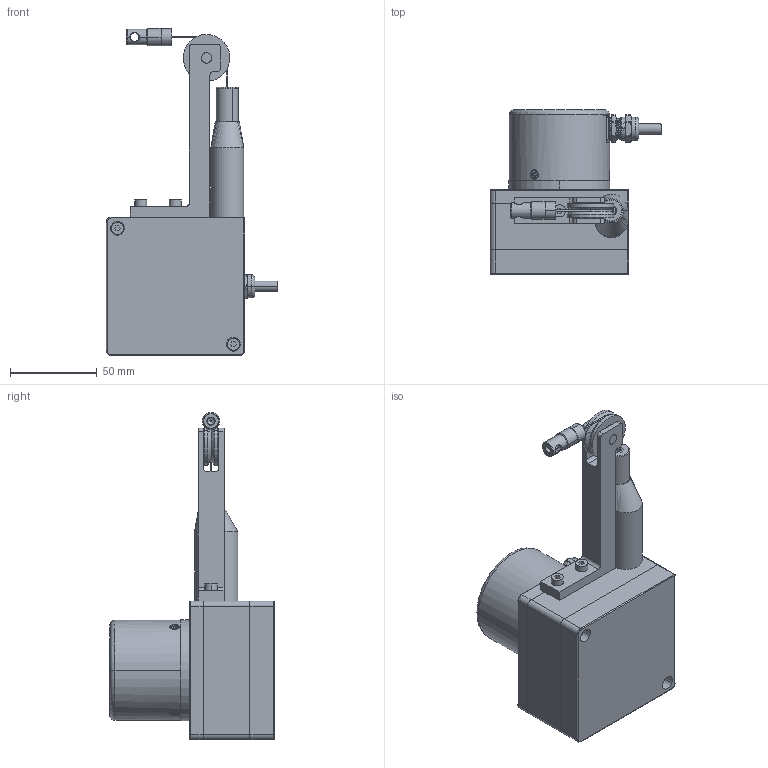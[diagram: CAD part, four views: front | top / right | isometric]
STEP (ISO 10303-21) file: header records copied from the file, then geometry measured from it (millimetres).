
FILE_DESCRIPTION(('CATIA V5 STEP Exchange'),'2;1');
FILE_NAME('LTF81D-ASM-ESK58.stp','2026-02-04T08:07:46+00:00',('none'),('none'),'CATIA Version 5 Release 21 GA (IN-10)','CATIA V5 STEP AP203','none');
FILE_SCHEMA(('CONFIG_CONTROL_DESIGN'));
Length unit declared in the file: millimetre
Products named in the file (4): LTF81D_ASM; LTF81D_COMPONENTS; LTF81D_BOLTS; LTF63_DXZ_A
Assembly tree (22 placements, depth 3):
  LTF81D_ASM
    LTF81D_COMPONENTS
      #66
    LTF81D_BOLTS
      #16361  x6
    #16880
    #17324
    #18081
    #18838
    LTF63_DXZ_A
      #19252
      #19588
    #20199
    #21287
    #21391
    #21826
    #23230
    #23518
Bounding box: 99.2 x 95 x 189 mm (x, y, z)
Volume: 361258 mm3; surface area: 94252.2 mm2
Topology: 18 solids, 31 shells, 749 faces, 1893 edges, 1216 vertices
Faces by surface type: cylinder 255, plane 193, bspline 180, cone 61, torus 58, sphere 2
Entity records: 23347 total; most frequent: CARTESIAN_POINT 9210, ORIENTED_EDGE 3234, DIRECTION 2005, EDGE_CURVE 1717, VERTEX_POINT 1106, AXIS2_PLACEMENT_3D 1037, EDGE_LOOP 751, ADVANCED_FACE 669
